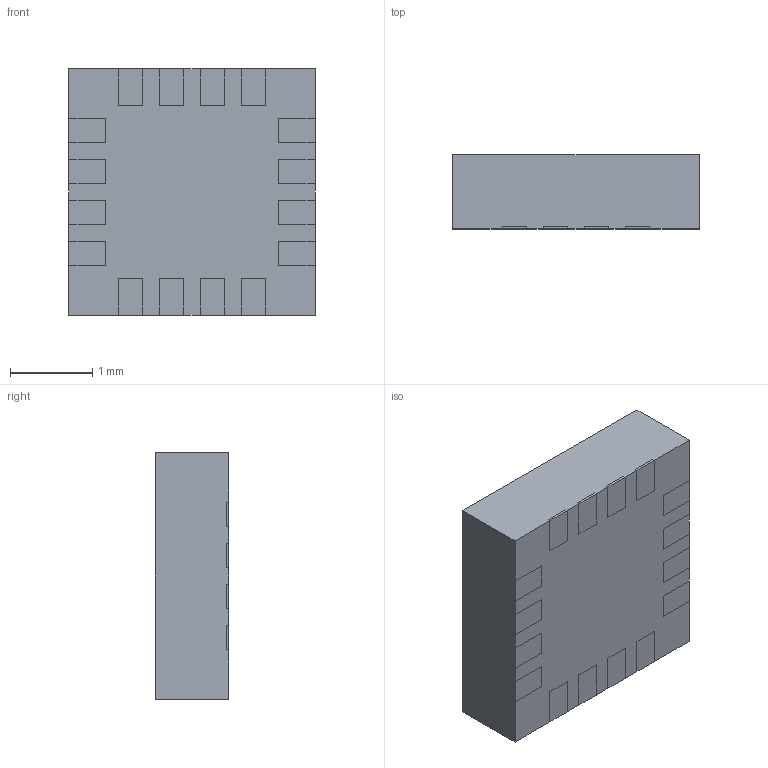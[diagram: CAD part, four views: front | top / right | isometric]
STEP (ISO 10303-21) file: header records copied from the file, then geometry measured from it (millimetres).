
FILE_DESCRIPTION (( 'STEP AP214' ), '1' );
FILE_NAME ('User Library-LPCC 16.STEP', '2020-07-27T11:50:29', ( '' ), ( '' ), 'SwSTEP 2.0', 'SolidWorks 2020', '' );
FILE_SCHEMA (( 'AUTOMOTIVE_DESIGN' ));
Length unit declared in the file: millimetre
Products named in the file (1): User Library-LPCC 16
Bounding box: 3 x 0.9 x 3 mm (x, y, z)
Volume: 8.1 mm3; surface area: 34.3 mm2
Topology: 17 solids, 17 shells, 169 faces, 402 edges, 268 vertices
Faces by surface type: plane 167, cylinder 2
Entity records: 4969 total; most frequent: CARTESIAN_POINT 840, ORIENTED_EDGE 804, DIRECTION 746, EDGE_CURVE 402, LINE 398, VECTOR 398, VERTEX_POINT 268, AXIS2_PLACEMENT_3D 174
